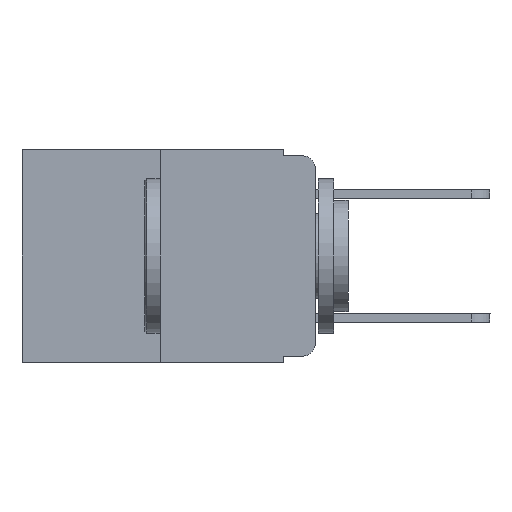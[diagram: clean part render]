
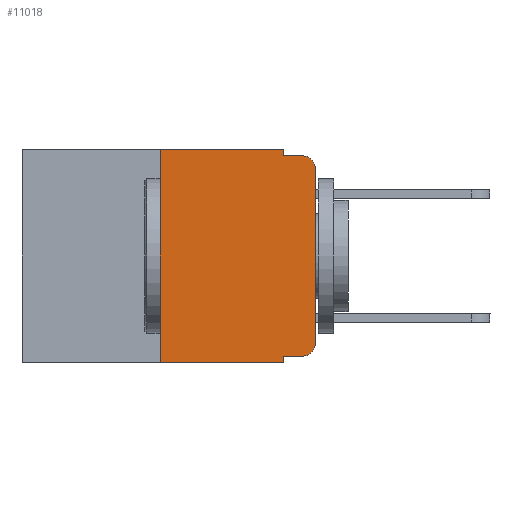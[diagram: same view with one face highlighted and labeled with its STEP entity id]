
A CAD part, left-side view. The second image highlights one B-rep face of the part: STEP entity #11018.
In plain terms, the highlighted planar face has unit normal (-1, 0, 0).
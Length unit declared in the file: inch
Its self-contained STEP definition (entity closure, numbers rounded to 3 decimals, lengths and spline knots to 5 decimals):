
#177 = ORIENTED_EDGE ( 'NONE', *, *, #8264, .F. ) ;
#305 = VECTOR ( 'NONE', #9238, 39.37008 ) ;
#556 = CARTESIAN_POINT ( 'NONE',  ( 0., 0.02, -0.333 ) ) ;
#648 = CARTESIAN_POINT ( 'NONE',  ( 0., 0.25, -0.343 ) ) ;
#925 = ORIENTED_EDGE ( 'NONE', *, *, #8088, .F. ) ;
#1029 = LINE ( 'NONE', #11305, #8021 ) ;
#1228 = CARTESIAN_POINT ( 'NONE',  ( 0., 0.051, -0.01 ) ) ;
#1448 = CARTESIAN_POINT ( 'NONE',  ( 0., 0., 0. ) ) ;
#1514 = DIRECTION ( 'NONE',  ( 0., -1., 0. ) ) ;
#1516 = CARTESIAN_POINT ( 'NONE',  ( 0., 0.051, 0. ) ) ;
#1517 = EDGE_CURVE ( 'NONE', #5909, #11795, #5723, .T. ) ;
#1549 = DIRECTION ( 'NONE',  ( 0., -1., 0. ) ) ;
#1586 = EDGE_CURVE ( 'NONE', #2678, #3965, #9124, .T. ) ;
#1892 = CARTESIAN_POINT ( 'NONE',  ( 0., 0., -0.03 ) ) ;
#2144 = EDGE_CURVE ( 'NONE', #2806, #5909, #11060, .T. ) ;
#2678 = VERTEX_POINT ( 'NONE', #3564 ) ;
#2806 = VERTEX_POINT ( 'NONE', #7549 ) ;
#3064 = VERTEX_POINT ( 'NONE', #9598 ) ;
#3268 = DIRECTION ( 'NONE',  ( 0., 0., -1. ) ) ;
#3299 = CARTESIAN_POINT ( 'NONE',  ( 0., 0.051, -0.01 ) ) ;
#3564 = CARTESIAN_POINT ( 'NONE',  ( 0., 0.051, 0. ) ) ;
#3681 = DIRECTION ( 'NONE',  ( 0., -1., 0. ) ) ;
#3708 = DIRECTION ( 'NONE',  ( 0., 0., -1. ) ) ;
#3787 = VECTOR ( 'NONE', #5310, 39.37008 ) ;
#3865 = EDGE_CURVE ( 'NONE', #9468, #3064, #4382, .T. ) ;
#3965 = VERTEX_POINT ( 'NONE', #3299 ) ;
#4011 = AXIS2_PLACEMENT_3D ( 'NONE', #4151, #8994, #3268 ) ;
#4015 = EDGE_CURVE ( 'NONE', #9468, #5506, #6153, .T. ) ;
#4078 = VECTOR ( 'NONE', #9822, 39.37008 ) ;
#4151 = CARTESIAN_POINT ( 'NONE',  ( 0., 0.473, 0. ) ) ;
#4344 = ORIENTED_EDGE ( 'NONE', *, *, #7869, .T. ) ;
#4382 = LINE ( 'NONE', #9866, #4078 ) ;
#5310 = DIRECTION ( 'NONE',  ( 0., 0., 1. ) ) ;
#5506 = VERTEX_POINT ( 'NONE', #6924 ) ;
#5723 = CIRCLE ( 'NONE', #7554, 0.02 ) ;
#5801 = EDGE_CURVE ( 'NONE', #11795, #6822, #6018, .T. ) ;
#5909 = VERTEX_POINT ( 'NONE', #556 ) ;
#5918 = FACE_OUTER_BOUND ( 'NONE', #8566, .T. ) ;
#6018 = LINE ( 'NONE', #1448, #3787 ) ;
#6129 = CARTESIAN_POINT ( 'NONE',  ( 0., 0., -0.313 ) ) ;
#6153 = LINE ( 'NONE', #9154, #7349 ) ;
#6259 = ORIENTED_EDGE ( 'NONE', *, *, #3865, .F. ) ;
#6350 = CARTESIAN_POINT ( 'NONE',  ( 0., 0.02, -0.313 ) ) ;
#6390 = ORIENTED_EDGE ( 'NONE', *, *, #8048, .F. ) ;
#6822 = VERTEX_POINT ( 'NONE', #1892 ) ;
#6897 = DIRECTION ( 'NONE',  ( 0., -1., 0. ) ) ;
#6924 = CARTESIAN_POINT ( 'NONE',  ( 0., 0.051, -0.343 ) ) ;
#7091 = AXIS2_PLACEMENT_3D ( 'NONE', #8679, #8513, #3708 ) ;
#7267 = CARTESIAN_POINT ( 'NONE',  ( 0., 0.473, 0. ) ) ;
#7349 = VECTOR ( 'NONE', #1549, 39.37008 ) ;
#7391 = DIRECTION ( 'NONE',  ( 0., 0., -1. ) ) ;
#7549 = CARTESIAN_POINT ( 'NONE',  ( 0., 0.051, -0.333 ) ) ;
#7554 = AXIS2_PLACEMENT_3D ( 'NONE', #6350, #11168, #10171 ) ;
#7855 = PLANE ( 'NONE',  #4011 ) ;
#7869 = EDGE_CURVE ( 'NONE', #6822, #10458, #8033, .T. ) ;
#7879 = LINE ( 'NONE', #7267, #8344 ) ;
#8021 = VECTOR ( 'NONE', #7391, 39.37008 ) ;
#8033 = CIRCLE ( 'NONE', #7091, 0.02 ) ;
#8048 = EDGE_CURVE ( 'NONE', #3965, #10458, #9233, .T. ) ;
#8088 = EDGE_CURVE ( 'NONE', #3064, #2678, #7879, .T. ) ;
#8264 = EDGE_CURVE ( 'NONE', #2806, #5506, #1029, .T. ) ;
#8344 = VECTOR ( 'NONE', #1514, 39.37008 ) ;
#8513 = DIRECTION ( 'NONE',  ( -1., 0., 0. ) ) ;
#8539 = VECTOR ( 'NONE', #3681, 39.37008 ) ;
#8566 = EDGE_LOOP ( 'NONE', ( #10747, #4344, #6390, #10334, #925, #6259, #10208, #177, #9185, #12335 ) ) ;
#8679 = CARTESIAN_POINT ( 'NONE',  ( 0., 0.02, -0.03 ) ) ;
#8994 = DIRECTION ( 'NONE',  ( 1., 0., 0. ) ) ;
#9124 = LINE ( 'NONE', #1516, #305 ) ;
#9154 = CARTESIAN_POINT ( 'NONE',  ( 0., 0.473, -0.343 ) ) ;
#9185 = ORIENTED_EDGE ( 'NONE', *, *, #2144, .T. ) ;
#9233 = LINE ( 'NONE', #1228, #10445 ) ;
#9238 = DIRECTION ( 'NONE',  ( 0., 0., -1. ) ) ;
#9443 = CARTESIAN_POINT ( 'NONE',  ( 0., 0.051, -0.333 ) ) ;
#9468 = VERTEX_POINT ( 'NONE', #648 ) ;
#9598 = CARTESIAN_POINT ( 'NONE',  ( 0., 0.25, 0. ) ) ;
#9822 = DIRECTION ( 'NONE',  ( 0., 0., 1. ) ) ;
#9866 = CARTESIAN_POINT ( 'NONE',  ( 0., 0.25, 0. ) ) ;
#10171 = DIRECTION ( 'NONE',  ( 0., 0., -1. ) ) ;
#10208 = ORIENTED_EDGE ( 'NONE', *, *, #4015, .T. ) ;
#10334 = ORIENTED_EDGE ( 'NONE', *, *, #1586, .F. ) ;
#10445 = VECTOR ( 'NONE', #6897, 39.37008 ) ;
#10458 = VERTEX_POINT ( 'NONE', #11806 ) ;
#10747 = ORIENTED_EDGE ( 'NONE', *, *, #5801, .T. ) ;
#11018 = ADVANCED_FACE ( 'NONE', ( #5918 ), #7855, .F. ) ;
#11060 = LINE ( 'NONE', #9443, #8539 ) ;
#11168 = DIRECTION ( 'NONE',  ( -1., 0., 0. ) ) ;
#11305 = CARTESIAN_POINT ( 'NONE',  ( 0., 0.051, 0. ) ) ;
#11795 = VERTEX_POINT ( 'NONE', #6129 ) ;
#11806 = CARTESIAN_POINT ( 'NONE',  ( 0., 0.02, -0.01 ) ) ;
#12335 = ORIENTED_EDGE ( 'NONE', *, *, #1517, .T. ) ;
